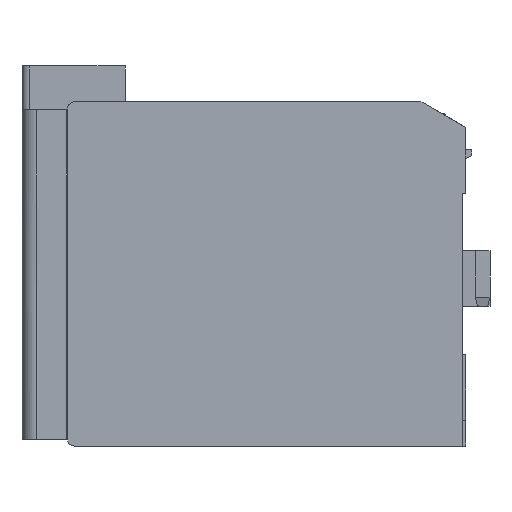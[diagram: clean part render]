
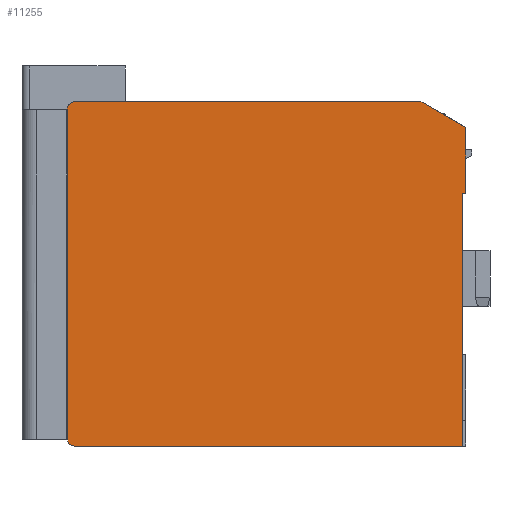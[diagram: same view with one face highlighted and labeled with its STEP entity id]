
A CAD part, left-side view. The second image highlights one B-rep face of the part: STEP entity #11255.
In plain terms, the highlighted free-form (B-spline) face has degree [1, 1] with [2, 2] control points.
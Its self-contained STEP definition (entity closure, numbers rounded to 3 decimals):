
#9293=CARTESIAN_POINT('V790',(-22.3,4.13,
   23.366));
#9294=VERTEX_POINT('V790',#9293);
#9300=CARTESIAN_POINT('V792',(-22.3,-1.55,
   20.087));
#9301=VERTEX_POINT('V792',#9300);
#9302=CARTESIAN_POINT('E1121',(-22.3,
   -1.55,20.087));
#9303=CARTESIAN_POINT('E1121',(-22.3,4.13,
   23.366));
#9304=B_SPLINE_CURVE_WITH_KNOTS('E1121',1,(#9302,#9303),
   .POLYLINE_FORM.,.F.,.U.,(2,2),(0.026,1.0),
   .UNSPECIFIED.);
#9305=EDGE_CURVE('E1121',#9301,#9294,#9304,.T.);
#9345=CARTESIAN_POINT('V791',(-22.3,4.63,
   23.5));
#9346=VERTEX_POINT('V791',#9345);
#9352=CARTESIAN_POINT('E1117',(-22.3,4.13,
   23.366));
#9353=CARTESIAN_POINT('E1117',(-22.3,4.362,
   23.5));
#9354=CARTESIAN_POINT('E1117',(-22.3,4.63,
   23.5));
#9362=(BOUNDED_CURVE()B_SPLINE_CURVE(2,(#9352,#9353,#9354),
   .CIRCULAR_ARC.,.F.,.U.)CURVE()GEOMETRIC_REPRESENTATION_ITEM()
   QUASI_UNIFORM_CURVE()RATIONAL_B_SPLINE_CURVE((0.804,
   0.866,1.0))REPRESENTATION_ITEM('E1117'));
#9363=EDGE_CURVE('E1117',#9294,#9346,#9362,.T.);
#10967=CARTESIAN_POINT('V793',(-22.3,
   -1.7,19.827));
#10968=VERTEX_POINT('V793',#10967);
#10969=CARTESIAN_POINT('E1122',(-22.3,
   -1.7,19.827));
#10970=CARTESIAN_POINT('E1122',(-22.3,
   -1.7,20.0));
#10971=CARTESIAN_POINT('E1122',(-22.3,
   -1.55,20.087));
#10979=(BOUNDED_CURVE()B_SPLINE_CURVE(2,(#10969,#10970,#10971),
   .CIRCULAR_ARC.,.F.,.U.)CURVE()GEOMETRIC_REPRESENTATION_ITEM()
   QUASI_UNIFORM_CURVE()RATIONAL_B_SPLINE_CURVE((1.0,
   0.866,1.0))REPRESENTATION_ITEM('E1122'));
#10980=EDGE_CURVE('E1122',#10968,#9301,#10979,.T.);
#11166=CARTESIAN_POINT('V894',(-22.3,
   -1.7,11.0));
#11167=VERTEX_POINT('V894',#11166);
#11168=CARTESIAN_POINT('E1336',(-22.3,
   -1.7,11.0));
#11169=CARTESIAN_POINT('E1336',(-22.3,
   -1.7,19.827));
#11170=B_SPLINE_CURVE_WITH_KNOTS('E1336',1,(#11168,#11169),
   .POLYLINE_FORM.,.F.,.U.,(2,2),(0.734,
   0.922),.UNSPECIFIED.);
#11171=EDGE_CURVE('E1336',#11167,#10968,#11170,.T.);
#11181=CARTESIAN_POINT('F434',(-22.3,
   55.42,-25.85));
#11182=CARTESIAN_POINT('F434',(-22.3,
   -1.7,-25.85));
#11183=CARTESIAN_POINT('F434',(-22.3,
   55.42,23.5));
#11184=CARTESIAN_POINT('F434',(-22.3,
   -1.7,23.5));
#11185=B_SPLINE_SURFACE_WITH_KNOTS('F434',1,1,((#11181,#11183),(
   #11182,#11184)),.PLANE_SURF.,.F.,.F.,.U.,(2,2),(2,2),(0.0,
   1.05),(0.0,1.05),.UNSPECIFIED.);
#11186=CARTESIAN_POINT('V889',(-22.3,
   52.7,-22.5));
#11187=VERTEX_POINT('V889',#11186);
#11188=CARTESIAN_POINT('V893',(-22.3,
   51.7,-23.5));
#11189=VERTEX_POINT('V893',#11188);
#11190=CARTESIAN_POINT('E1333',(-22.3,
   52.7,-22.5));
#11191=CARTESIAN_POINT('E1333',(-22.3,
   52.7,-23.5));
#11192=CARTESIAN_POINT('E1333',(-22.3,
   51.7,-23.5));
#11200=(BOUNDED_CURVE()B_SPLINE_CURVE(2,(#11190,#11191,#11192),
   .CIRCULAR_ARC.,.F.,.U.)CURVE()GEOMETRIC_REPRESENTATION_ITEM()
   QUASI_UNIFORM_CURVE()RATIONAL_B_SPLINE_CURVE((1.0,
   0.707,1.0))REPRESENTATION_ITEM('E1333'));
#11201=EDGE_CURVE('E1333',#11187,#11189,#11200,.T.);
#11202=ORIENTED_EDGE('E1333',*,*,#11201,.T.);
#11203=CARTESIAN_POINT('V874',(-22.3,
   -1.2,-23.5));
#11204=VERTEX_POINT('V874',#11203);
#11205=CARTESIAN_POINT('E1334',(-22.3,
   -1.2,-23.5));
#11206=CARTESIAN_POINT('E1334',(-22.3,
   51.7,-23.5));
#11207=B_SPLINE_CURVE_WITH_KNOTS('E1334',1,(#11205,#11206),
   .POLYLINE_FORM.,.F.,.U.,(2,2),(0.009,
   0.982),.UNSPECIFIED.);
#11208=EDGE_CURVE('E1334',#11204,#11189,#11207,.T.);
#11209=ORIENTED_EDGE('E1334',*,*,#11208,.F.);
#11210=CARTESIAN_POINT('V873',(-22.3,
   -1.2,11.0));
#11211=VERTEX_POINT('V873',#11210);
#11212=CARTESIAN_POINT('E1296',(-22.3,
   -1.2,-23.5));
#11213=CARTESIAN_POINT('E1296',(-22.3,
   -1.2,11.0));
#11214=QUASI_UNIFORM_CURVE('E1296',1,(#11212,#11213),.POLYLINE_FORM.,
   .F.,.U.);
#11215=EDGE_CURVE('E1296',#11204,#11211,#11214,.T.);
#11216=ORIENTED_EDGE('E1296',*,*,#11215,.T.);
#11217=CARTESIAN_POINT('E1335',(-22.3,
   -1.2,11.0));
#11218=CARTESIAN_POINT('E1335',(-22.3,
   -1.7,11.0));
#11219=QUASI_UNIFORM_CURVE('E1335',1,(#11217,#11218),.POLYLINE_FORM.,
   .F.,.U.);
#11220=EDGE_CURVE('E1335',#11211,#11167,#11219,.T.);
#11221=ORIENTED_EDGE('E1335',*,*,#11220,.T.);
#11222=ORIENTED_EDGE('E1336',*,*,#11171,.T.);
#11223=ORIENTED_EDGE('E1122',*,*,#10980,.T.);
#11224=ORIENTED_EDGE('E1121',*,*,#9305,.T.);
#11225=ORIENTED_EDGE('F333',*,*,#9363,.T.);
#11226=CARTESIAN_POINT('V887',(-22.3,
   51.7,23.5));
#11227=VERTEX_POINT('V887',#11226);
#11228=CARTESIAN_POINT('E1322',(-22.3,
   51.7,23.5));
#11229=CARTESIAN_POINT('E1322',(-22.3,
   4.63,23.5));
#11230=B_SPLINE_CURVE_WITH_KNOTS('E1322',1,(#11228,#11229),
   .POLYLINE_FORM.,.F.,.U.,(2,2),(0.018,
   0.884),.UNSPECIFIED.);
#11231=EDGE_CURVE('E1322',#11227,#9346,#11230,.T.);
#11232=ORIENTED_EDGE('E1322',*,*,#11231,.F.);
#11233=CARTESIAN_POINT('V890',(-22.3,
   52.7,22.5));
#11234=VERTEX_POINT('V890',#11233);
#11235=CARTESIAN_POINT('E1337',(-22.3,
   51.7,23.5));
#11236=CARTESIAN_POINT('E1337',(-22.3,
   52.7,23.5));
#11237=CARTESIAN_POINT('E1337',(-22.3,
   52.7,22.5));
#11245=(BOUNDED_CURVE()B_SPLINE_CURVE(2,(#11235,#11236,#11237),
   .CIRCULAR_ARC.,.F.,.U.)CURVE()GEOMETRIC_REPRESENTATION_ITEM()
   QUASI_UNIFORM_CURVE()RATIONAL_B_SPLINE_CURVE((1.0,
   0.707,1.0))REPRESENTATION_ITEM('E1337'));
#11246=EDGE_CURVE('E1337',#11227,#11234,#11245,.T.);
#11247=ORIENTED_EDGE('E1337',*,*,#11246,.T.);
#11248=CARTESIAN_POINT('E1325',(-22.3,
   52.7,22.5));
#11249=CARTESIAN_POINT('E1325',(-22.3,
   52.7,-22.5));
#11250=B_SPLINE_CURVE_WITH_KNOTS('E1325',1,(#11248,#11249),
   .POLYLINE_FORM.,.F.,.U.,(2,2),(0.021,
   0.979),.UNSPECIFIED.);
#11251=EDGE_CURVE('E1325',#11234,#11187,#11250,.T.);
#11252=ORIENTED_EDGE('E1325',*,*,#11251,.T.);
#11253=EDGE_LOOP('F434',(#11202,#11209,#11216,#11221,#11222,#11223,
   #11224,#11225,#11232,#11247,#11252));
#11254=FACE_OUTER_BOUND('F434',#11253,.T.);
#11255=ADVANCED_FACE('F434',(#11254),#11185,.T.);
